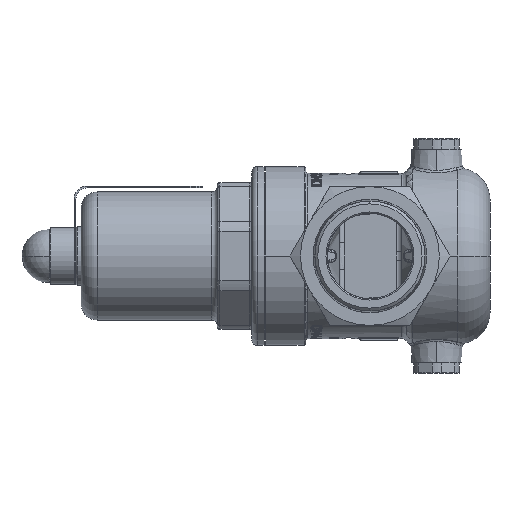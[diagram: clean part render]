
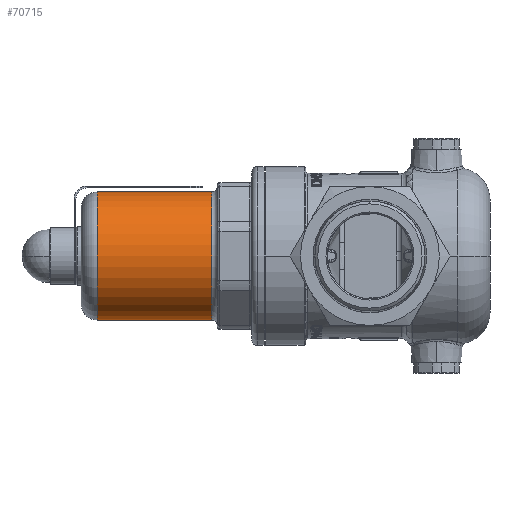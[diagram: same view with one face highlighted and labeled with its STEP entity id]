
A CAD part, left-side view. The second image highlights one B-rep face of the part: STEP entity #70715.
In plain terms, the highlighted cylindrical face has radius 24 mm (diameter 48 mm), a partial arc.
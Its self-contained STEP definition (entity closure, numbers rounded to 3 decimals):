
#2132 = EDGE_CURVE ( 'NONE', #7875, #7878, #23603, .T. ) ;
#2133 = EDGE_CURVE ( 'NONE', #7863, #7875, #73885, .T. ) ;
#2143 = EDGE_CURVE ( 'NONE', #7887, #7878, #73895, .T. ) ;
#2468 = EDGE_CURVE ( 'NONE', #7863, #7887, #26828, .T. ) ;
#3906 = EDGE_LOOP ( 'NONE', ( #41363, #41361, #41655, #39904 ) ) ;
#7863 = VERTEX_POINT ( 'NONE', #44024 ) ;
#7875 = VERTEX_POINT ( 'NONE', #44034 ) ;
#7878 = VERTEX_POINT ( 'NONE', #44037 ) ;
#7887 = VERTEX_POINT ( 'NONE', #44046 ) ;
#23599 = CARTESIAN_POINT ( 'NONE',  ( 0., 143.157, 24. ) ) ;
#23603 = LINE ( 'NONE', #23599, #73999 ) ;
#23607 = DIRECTION ( 'NONE',  ( 0., 1., 0. ) ) ;
#23610 = CARTESIAN_POINT ( 'NONE',  ( 0., 59.2, 0. ) ) ;
#23611 = DIRECTION ( 'NONE',  ( 0., 1., 0. ) ) ;
#23612 = DIRECTION ( 'NONE',  ( 0., 0., 1. ) ) ;
#23640 = CARTESIAN_POINT ( 'NONE',  ( 0., 102.2, 0. ) ) ;
#23641 = DIRECTION ( 'NONE',  ( 0., 1., 0. ) ) ;
#23642 = DIRECTION ( 'NONE',  ( 0., 0., 1. ) ) ;
#26828 = LINE ( 'NONE', #26829, #73714 ) ;
#26829 = CARTESIAN_POINT ( 'NONE',  ( 0., 143.157, -24. ) ) ;
#26830 = DIRECTION ( 'NONE',  ( 0., 1., 0. ) ) ;
#31444 = CARTESIAN_POINT ( 'NONE',  ( 0., 143.157, 0. ) ) ;
#31484 = CYLINDRICAL_SURFACE ( 'NONE', #72048, 24. ) ;
#31486 = FACE_OUTER_BOUND ( 'NONE', #3906, .T. ) ;
#31524 = DIRECTION ( 'NONE',  ( 0., 1., 0. ) ) ;
#31527 = DIRECTION ( 'NONE',  ( 0., 0., 1. ) ) ;
#39904 = ORIENTED_EDGE ( 'NONE', *, *, #2143, .F. ) ;
#41361 = ORIENTED_EDGE ( 'NONE', *, *, #2133, .T. ) ;
#41363 = ORIENTED_EDGE ( 'NONE', *, *, #2468, .F. ) ;
#41655 = ORIENTED_EDGE ( 'NONE', *, *, #2132, .T. ) ;
#44024 = CARTESIAN_POINT ( 'NONE',  ( 0., 59.2, -24. ) ) ;
#44034 = CARTESIAN_POINT ( 'NONE',  ( 0., 59.2, 24. ) ) ;
#44037 = CARTESIAN_POINT ( 'NONE',  ( 0., 102.2, 24. ) ) ;
#44046 = CARTESIAN_POINT ( 'NONE',  ( 0., 102.2, -24. ) ) ;
#70715 = ADVANCED_FACE ( 'NONE', ( #31486 ), #31484, .T. ) ;
#72048 = AXIS2_PLACEMENT_3D ( 'NONE', #31444, #31524, #31527 ) ;
#73714 = VECTOR ( 'NONE', #26830, 1000. ) ;
#73885 = CIRCLE ( 'NONE', #73894, 24. ) ;
#73894 = AXIS2_PLACEMENT_3D ( 'NONE', #23610, #23611, #23612 ) ;
#73895 = CIRCLE ( 'NONE', #74097, 24. ) ;
#73999 = VECTOR ( 'NONE', #23607, 1000. ) ;
#74097 = AXIS2_PLACEMENT_3D ( 'NONE', #23640, #23641, #23642 ) ;
